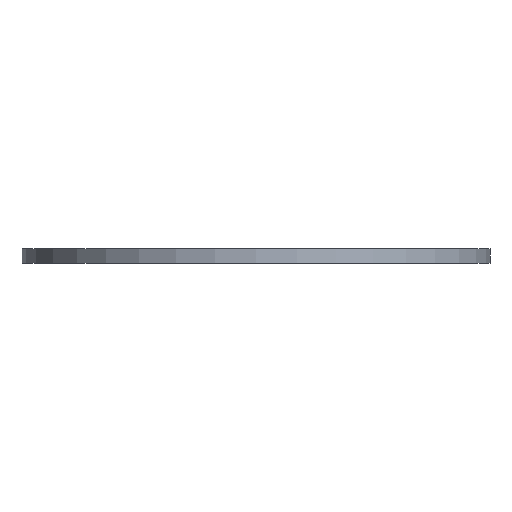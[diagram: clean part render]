
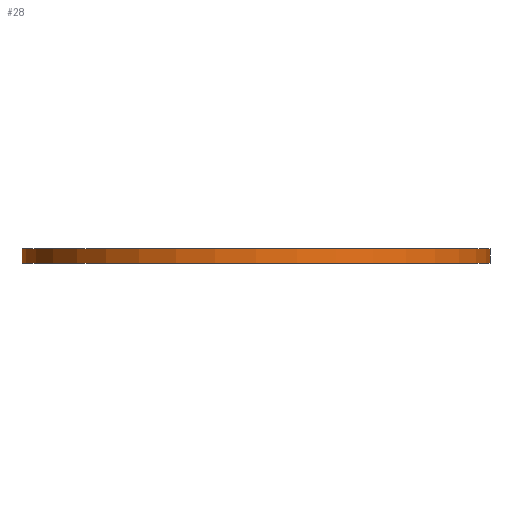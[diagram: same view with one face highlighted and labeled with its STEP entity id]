
A CAD part, front view. The second image highlights one B-rep face of the part: STEP entity #28.
In plain terms, the highlighted cylindrical face has radius 25 mm (diameter 50 mm), a full revolution.
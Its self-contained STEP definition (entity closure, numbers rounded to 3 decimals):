
#28 = ADVANCED_FACE('',(#29),#43,.T.);
#29 = FACE_BOUND('',#30,.F.);
#30 = EDGE_LOOP('',(#31,#61,#88,#89));
#31 = ORIENTED_EDGE('',*,*,#32,.T.);
#32 = EDGE_CURVE('',#33,#35,#37,.T.);
#33 = VERTEX_POINT('',#34);
#34 = CARTESIAN_POINT('',(25.,0.,0.));
#35 = VERTEX_POINT('',#36);
#36 = CARTESIAN_POINT('',(25.,0.,1.6));
#37 = SEAM_CURVE('',#38,(#42,#54),.PCURVE_S1.);
#38 = LINE('',#39,#40);
#39 = CARTESIAN_POINT('',(25.,0.,0.));
#40 = VECTOR('',#41,1.);
#41 = DIRECTION('',(0.,0.,1.));
#42 = PCURVE('',#43,#48);
#43 = CYLINDRICAL_SURFACE('',#44,25.);
#44 = AXIS2_PLACEMENT_3D('',#45,#46,#47);
#45 = CARTESIAN_POINT('',(0.,-0.,0.));
#46 = DIRECTION('',(-0.,-0.,-1.));
#47 = DIRECTION('',(1.,0.,-0.));
#48 = DEFINITIONAL_REPRESENTATION('',(#49),#53);
#49 = LINE('',#50,#51);
#50 = CARTESIAN_POINT('',(-0.,0.));
#51 = VECTOR('',#52,1.);
#52 = DIRECTION('',(-0.,-1.));
#53 = ( GEOMETRIC_REPRESENTATION_CONTEXT(2) 
PARAMETRIC_REPRESENTATION_CONTEXT() REPRESENTATION_CONTEXT('2D SPACE',''
  ) );
#54 = PCURVE('',#43,#55);
#55 = DEFINITIONAL_REPRESENTATION('',(#56),#60);
#56 = LINE('',#57,#58);
#57 = CARTESIAN_POINT('',(-6.283,0.));
#58 = VECTOR('',#59,1.);
#59 = DIRECTION('',(-0.,-1.));
#60 = ( GEOMETRIC_REPRESENTATION_CONTEXT(2) 
PARAMETRIC_REPRESENTATION_CONTEXT() REPRESENTATION_CONTEXT('2D SPACE',''
  ) );
#61 = ORIENTED_EDGE('',*,*,#62,.T.);
#62 = EDGE_CURVE('',#35,#35,#63,.T.);
#63 = SURFACE_CURVE('',#64,(#69,#76),.PCURVE_S1.);
#64 = CIRCLE('',#65,25.);
#65 = AXIS2_PLACEMENT_3D('',#66,#67,#68);
#66 = CARTESIAN_POINT('',(0.,0.,1.6));
#67 = DIRECTION('',(0.,0.,1.));
#68 = DIRECTION('',(1.,0.,-0.));
#69 = PCURVE('',#43,#70);
#70 = DEFINITIONAL_REPRESENTATION('',(#71),#75);
#71 = LINE('',#72,#73);
#72 = CARTESIAN_POINT('',(-0.,-1.6));
#73 = VECTOR('',#74,1.);
#74 = DIRECTION('',(-1.,0.));
#75 = ( GEOMETRIC_REPRESENTATION_CONTEXT(2) 
PARAMETRIC_REPRESENTATION_CONTEXT() REPRESENTATION_CONTEXT('2D SPACE',''
  ) );
#76 = PCURVE('',#77,#82);
#77 = PLANE('',#78);
#78 = AXIS2_PLACEMENT_3D('',#79,#80,#81);
#79 = CARTESIAN_POINT('',(0.,0.,1.6));
#80 = DIRECTION('',(0.,0.,1.));
#81 = DIRECTION('',(1.,0.,-0.));
#82 = DEFINITIONAL_REPRESENTATION('',(#83),#87);
#83 = CIRCLE('',#84,25.);
#84 = AXIS2_PLACEMENT_2D('',#85,#86);
#85 = CARTESIAN_POINT('',(0.,0.));
#86 = DIRECTION('',(1.,0.));
#87 = ( GEOMETRIC_REPRESENTATION_CONTEXT(2) 
PARAMETRIC_REPRESENTATION_CONTEXT() REPRESENTATION_CONTEXT('2D SPACE',''
  ) );
#88 = ORIENTED_EDGE('',*,*,#32,.F.);
#89 = ORIENTED_EDGE('',*,*,#90,.F.);
#90 = EDGE_CURVE('',#33,#33,#91,.T.);
#91 = SURFACE_CURVE('',#92,(#97,#104),.PCURVE_S1.);
#92 = CIRCLE('',#93,25.);
#93 = AXIS2_PLACEMENT_3D('',#94,#95,#96);
#94 = CARTESIAN_POINT('',(0.,-0.,0.));
#95 = DIRECTION('',(0.,0.,1.));
#96 = DIRECTION('',(1.,0.,-0.));
#97 = PCURVE('',#43,#98);
#98 = DEFINITIONAL_REPRESENTATION('',(#99),#103);
#99 = LINE('',#100,#101);
#100 = CARTESIAN_POINT('',(-0.,0.));
#101 = VECTOR('',#102,1.);
#102 = DIRECTION('',(-1.,0.));
#103 = ( GEOMETRIC_REPRESENTATION_CONTEXT(2) 
PARAMETRIC_REPRESENTATION_CONTEXT() REPRESENTATION_CONTEXT('2D SPACE',''
  ) );
#104 = PCURVE('',#105,#110);
#105 = PLANE('',#106);
#106 = AXIS2_PLACEMENT_3D('',#107,#108,#109);
#107 = CARTESIAN_POINT('',(0.,0.,0.));
#108 = DIRECTION('',(0.,0.,1.));
#109 = DIRECTION('',(1.,0.,-0.));
#110 = DEFINITIONAL_REPRESENTATION('',(#111),#115);
#111 = CIRCLE('',#112,25.);
#112 = AXIS2_PLACEMENT_2D('',#113,#114);
#113 = CARTESIAN_POINT('',(0.,0.));
#114 = DIRECTION('',(1.,0.));
#115 = ( GEOMETRIC_REPRESENTATION_CONTEXT(2) 
PARAMETRIC_REPRESENTATION_CONTEXT() REPRESENTATION_CONTEXT('2D SPACE',''
  ) );
